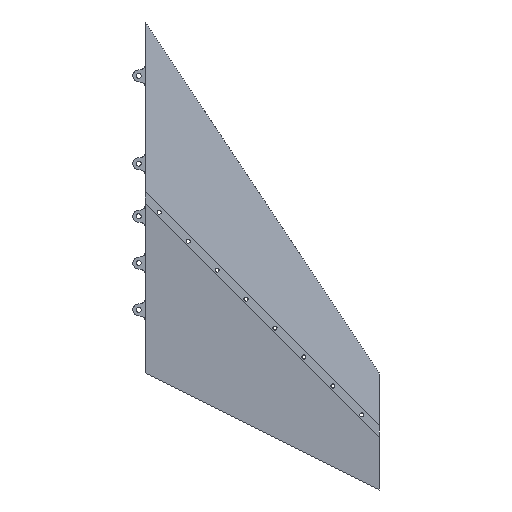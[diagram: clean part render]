
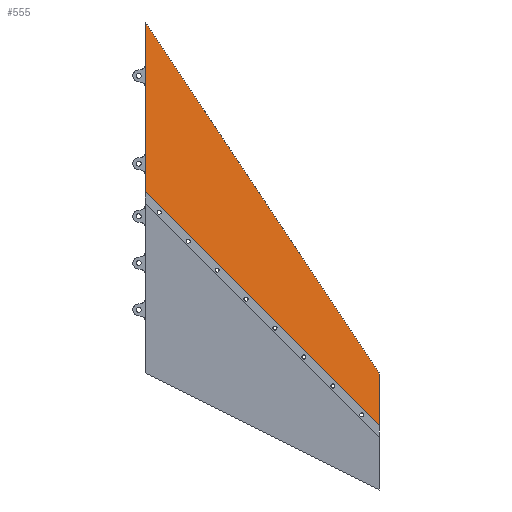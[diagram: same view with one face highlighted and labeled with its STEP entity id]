
A CAD part, top view. The second image highlights one B-rep face of the part: STEP entity #555.
In plain terms, the highlighted planar face has unit normal (0.104, 0.069, 0.992).
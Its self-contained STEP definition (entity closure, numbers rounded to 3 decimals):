
#112=CARTESIAN_POINT('Vertex',(200.,-195.,3.15)) ;
#115=CARTESIAN_POINT('Line Origine',(100.,-95.,6.65)) ;
#119=CARTESIAN_POINT('Vertex',(0.,5.,10.15)) ;
#517=CARTESIAN_POINT('Vertex',(200.,-150.,0.)) ;
#520=CARTESIAN_POINT('Line Origine',(200.,-172.5,1.575)) ;
#532=CARTESIAN_POINT('Axis2P3D Location',(100.,-50.,3.5)) ;
#537=CARTESIAN_POINT('Line Origine',(100.,0.,0.)) ;
#541=CARTESIAN_POINT('Vertex',(0.,150.,0.)) ;
#544=CARTESIAN_POINT('Line Origine',(0.,77.5,5.075)) ;
#116=DIRECTION('Vector Direction',(-0.707,0.707,0.025)) ;
#521=DIRECTION('Vector Direction',(0.,-0.998,0.07)) ;
#533=DIRECTION('Axis2P3D Direction',(-0.104,-0.069,-0.992)) ;
#534=DIRECTION('Axis2P3D XDirection',(0.555,-0.832,0.)) ;
#538=DIRECTION('Vector Direction',(-0.555,0.832,0.)) ;
#545=DIRECTION('Vector Direction',(0.,-0.998,0.07)) ;
#535=AXIS2_PLACEMENT_3D('Plane Axis2P3D',#532,#533,#534) ;
#550=ORIENTED_EDGE('',*,*,#121,.F.) ;
#551=ORIENTED_EDGE('',*,*,#524,.F.) ;
#552=ORIENTED_EDGE('',*,*,#543,.T.) ;
#553=ORIENTED_EDGE('',*,*,#548,.T.) ;
#117=VECTOR('Line Direction',#116,1.) ;
#522=VECTOR('Line Direction',#521,1.) ;
#539=VECTOR('Line Direction',#538,1.) ;
#546=VECTOR('Line Direction',#545,1.) ;
#555=ADVANCED_FACE('Corps principal',(#554),#536,.F.) ;
#121=EDGE_CURVE('',#113,#120,#118,.T.) ;
#524=EDGE_CURVE('',#518,#113,#523,.T.) ;
#543=EDGE_CURVE('',#518,#542,#540,.T.) ;
#548=EDGE_CURVE('',#542,#120,#547,.T.) ;
#549=EDGE_LOOP('',(#550,#551,#552,#553)) ;
#554=FACE_OUTER_BOUND('',#549,.T.) ;
#118=LINE('Line',#115,#117) ;
#523=LINE('Line',#520,#522) ;
#540=LINE('Line',#537,#539) ;
#547=LINE('Line',#544,#546) ;
#536=PLANE('',#535) ;
#113=VERTEX_POINT('',#112) ;
#120=VERTEX_POINT('',#119) ;
#518=VERTEX_POINT('',#517) ;
#542=VERTEX_POINT('',#541) ;
